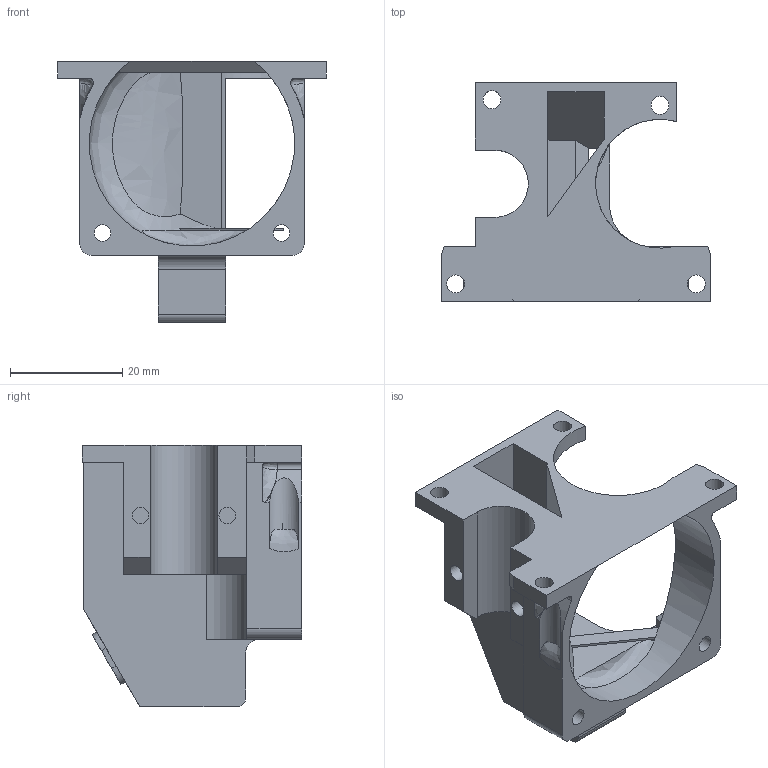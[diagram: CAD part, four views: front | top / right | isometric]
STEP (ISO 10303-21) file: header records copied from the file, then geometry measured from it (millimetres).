
FILE_DESCRIPTION(/* description */ (''),/* implementation_level */ '2;1');
FILE_NAME(/* name */ 'E3D_V6.stp',/* time_stamp */ '2016-06-11T14:22:50+02:00',/* author */ (''),/* organization */ (''),/* preprocessor_version */ 'ST-DEVELOPER v16.5',/* originating_system */ 'Autodesk Translation Framework v5.0.0.3310',/* authorisation */ '');
FILE_SCHEMA (('AUTOMOTIVE_DESIGN { 1 0 10303 214 3 1 1 }'));
Length unit declared in the file: centimetre
Products named in the file (1): E3D_V6
Bounding box: 48 x 39.11 x 46.63 mm (x, y, z)
Volume: 13086.9 mm3; surface area: 12307.6 mm2
Topology: 1 solids, 1 shells, 132 faces, 401 edges, 265 vertices
Faces by surface type: plane 89, cylinder 26, bspline 17
Full cylindrical faces by diameter (mm): 2.94 x2, 3 x2, 3.2 x4
Entity records: 6282 total; most frequent: CARTESIAN_POINT 2795, ORIENTED_EDGE 774, DIRECTION 625, EDGE_CURVE 386, VERTEX_POINT 264, LINE 257, VECTOR 257, AXIS2_PLACEMENT_3D 184
